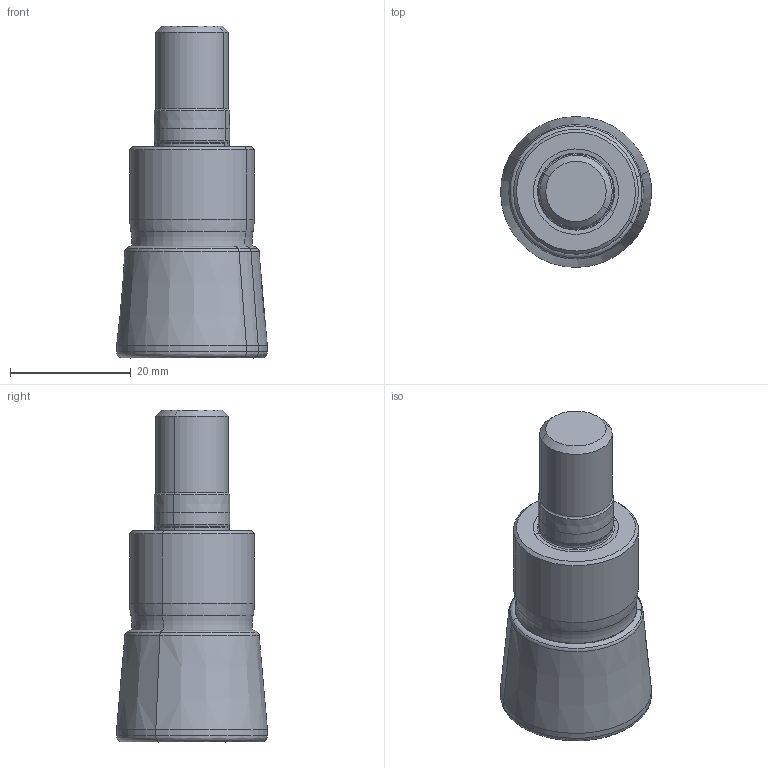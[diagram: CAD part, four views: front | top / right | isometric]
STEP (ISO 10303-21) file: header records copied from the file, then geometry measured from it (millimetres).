
FILE_DESCRIPTION(('CATIA V5 STEP Exchange'),'2;1');
FILE_NAME('Bm57985-FT_BS90 TE25.025 Z02 M12_Kollisionsmodell.stp','2019-08-28T11:23:29+00:00',('none'),('none'),'CATIA Version 5-6 Release 2016 SP5 HF39','CATIA V5 STEP AP203','none');
FILE_SCHEMA(('CONFIG_CONTROL_DESIGN'));
Length unit declared in the file: millimetre
Products named in the file (1): Part2
Bounding box: 24.99 x 24.99 x 55 mm (x, y, z)
Volume: 15728.3 mm3; surface area: 4327 mm2
Topology: 1 solids, 2 shells, 54 faces, 123 edges, 73 vertices
Faces by surface type: cone 14, revolution 14, cylinder 11, torus 10, plane 3, sphere 2
Entity records: 1570 total; most frequent: CARTESIAN_POINT 476, ORIENTED_EDGE 212, DIRECTION 161, EDGE_CURVE 114, AXIS2_PLACEMENT_3D 97, CIRCLE 74, VERTEX_POINT 65, EDGE_LOOP 56
